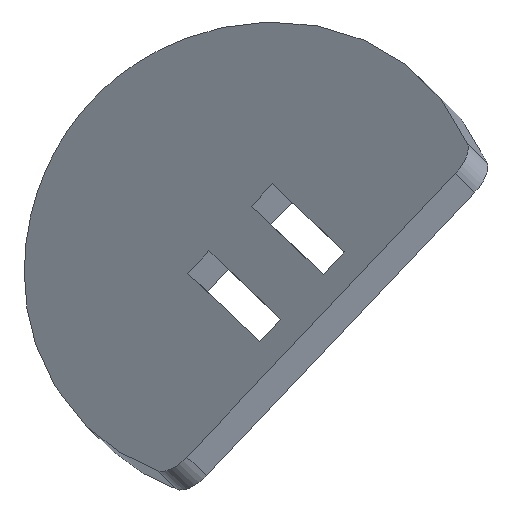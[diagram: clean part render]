
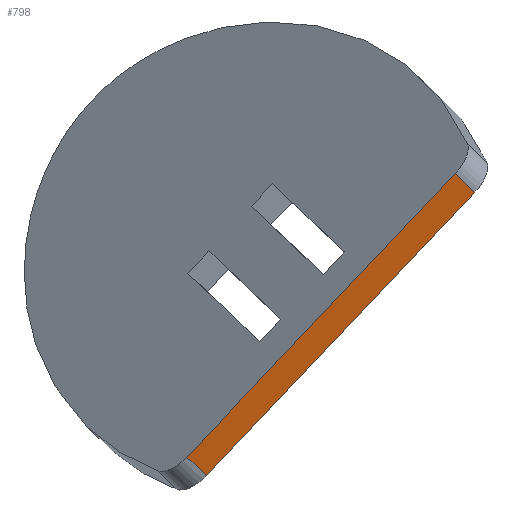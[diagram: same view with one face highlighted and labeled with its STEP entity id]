
A CAD part, front view. The second image highlights one B-rep face of the part: STEP entity #798.
In plain terms, the highlighted planar face has unit normal (0.351, -0.876, -0.331).
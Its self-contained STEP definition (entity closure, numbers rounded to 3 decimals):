
#31 = DIRECTION ( 'NONE',  ( 0.688, 0.001, 0.726 ) ) ;
#71 = CARTESIAN_POINT ( 'NONE',  ( -146.145, 24.385, 86.87 ) ) ;
#103 = CARTESIAN_POINT ( 'NONE',  ( -120.013, 24.439, 114.461 ) ) ;
#128 = CARTESIAN_POINT ( 'NONE',  ( -121.92, 22.993, 116.27 ) ) ;
#168 = CARTESIAN_POINT ( 'NONE',  ( -149.706, 22.935, 86.933 ) ) ;
#236 = DIRECTION ( 'NONE',  ( -0.928, -0.372, 0. ) ) ;
#242 = DIRECTION ( 'NONE',  ( -0.351, 0.876, 0.331 ) ) ;
#259 = AXIS2_PLACEMENT_3D ( 'NONE', #745, #242, #236 ) ;
#321 = EDGE_CURVE ( 'NONE', #795, #866, #682, .T. ) ;
#396 = EDGE_CURVE ( 'NONE', #928, #854, #649, .T. ) ;
#416 = EDGE_CURVE ( 'NONE', #854, #866, #624, .T. ) ;
#474 = EDGE_CURVE ( 'NONE', #795, #928, #598, .T. ) ;
#500 = DIRECTION ( 'NONE',  ( -0.636, -0.482, 0.603 ) ) ;
#516 = CARTESIAN_POINT ( 'NONE',  ( -121.92, 22.993, 116.27 ) ) ;
#588 = FACE_OUTER_BOUND ( 'NONE', #893, .T. ) ;
#591 = VECTOR ( 'NONE', #917, 1000. ) ;
#598 = LINE ( 'NONE', #925, #591 ) ;
#620 = VECTOR ( 'NONE', #500, 1000. ) ;
#624 = LINE ( 'NONE', #516, #620 ) ;
#645 = VECTOR ( 'NONE', #726, 1000. ) ;
#649 = LINE ( 'NONE', #744, #645 ) ;
#671 = VECTOR ( 'NONE', #31, 1000. ) ;
#682 = LINE ( 'NONE', #168, #671 ) ;
#726 = DIRECTION ( 'NONE',  ( 0.688, 0.001, 0.726 ) ) ;
#733 = PLANE ( 'NONE',  #259 ) ;
#743 = ORIENTED_EDGE ( 'NONE', *, *, #396, .T. ) ;
#744 = CARTESIAN_POINT ( 'NONE',  ( -147.799, 24.381, 85.124 ) ) ;
#745 = CARTESIAN_POINT ( 'NONE',  ( -149.706, 22.935, 86.933 ) ) ;
#746 = ORIENTED_EDGE ( 'NONE', *, *, #416, .T. ) ;
#747 = ORIENTED_EDGE ( 'NONE', *, *, #321, .F. ) ;
#749 = ORIENTED_EDGE ( 'NONE', *, *, #474, .T. ) ;
#795 = VERTEX_POINT ( 'NONE', #914 ) ;
#798 = ADVANCED_FACE ( 'NONE', ( #588 ), #733, .F. ) ;
#854 = VERTEX_POINT ( 'NONE', #103 ) ;
#866 = VERTEX_POINT ( 'NONE', #128 ) ;
#893 = EDGE_LOOP ( 'NONE', ( #743, #746, #747, #749 ) ) ;
#914 = CARTESIAN_POINT ( 'NONE',  ( -148.052, 22.939, 88.679 ) ) ;
#917 = DIRECTION ( 'NONE',  ( 0.636, 0.482, -0.603 ) ) ;
#925 = CARTESIAN_POINT ( 'NONE',  ( -148.052, 22.939, 88.679 ) ) ;
#928 = VERTEX_POINT ( 'NONE', #71 ) ;
